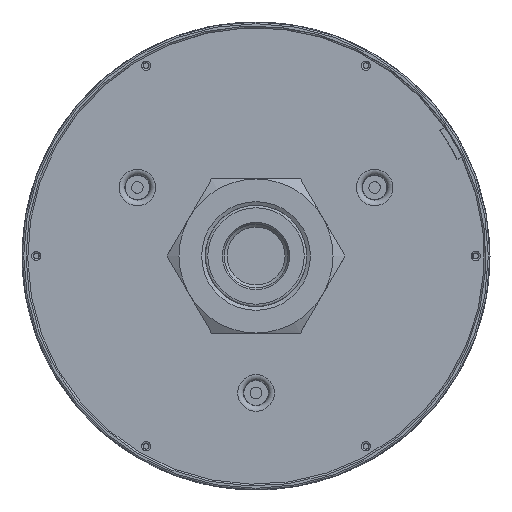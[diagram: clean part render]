
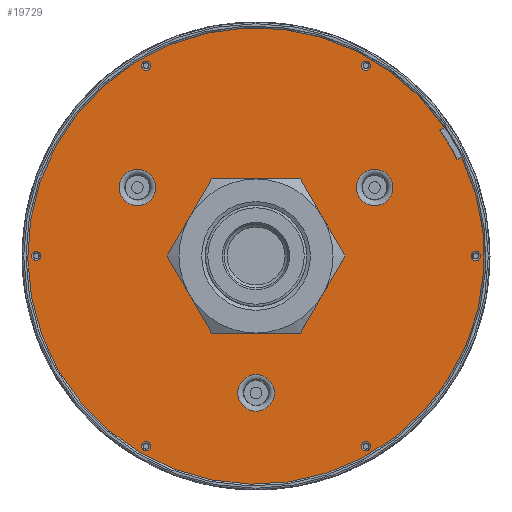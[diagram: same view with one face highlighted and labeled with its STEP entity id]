
A CAD part, front view. The second image highlights one B-rep face of the part: STEP entity #19729.
In plain terms, the highlighted planar face has unit normal (0, -1, 0).
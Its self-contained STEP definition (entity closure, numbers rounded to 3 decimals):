
#758=LINE('',#29611,#2325);
#764=LINE('',#29622,#2331);
#2325=VECTOR('',#23395,0.973);
#2331=VECTOR('',#23403,0.973);
#4193=FACE_BOUND('',#5752,.T.);
#4194=FACE_BOUND('',#5753,.T.);
#4195=FACE_BOUND('',#5754,.T.);
#4196=FACE_BOUND('',#5755,.T.);
#4197=FACE_BOUND('',#5756,.T.);
#4198=FACE_BOUND('',#5757,.T.);
#4199=FACE_BOUND('',#5758,.T.);
#4200=FACE_BOUND('',#5759,.T.);
#4201=FACE_BOUND('',#5760,.T.);
#4202=FACE_BOUND('',#5761,.T.);
#4557=FACE_OUTER_BOUND('',#5751,.T.);
#5751=EDGE_LOOP('',(#13004,#13005,#13006,#13007));
#5752=EDGE_LOOP('',(#13008));
#5753=EDGE_LOOP('',(#13009));
#5754=EDGE_LOOP('',(#13010));
#5755=EDGE_LOOP('',(#13011));
#5756=EDGE_LOOP('',(#13012));
#5757=EDGE_LOOP('',(#13013));
#5758=EDGE_LOOP('',(#13014));
#5759=EDGE_LOOP('',(#13015));
#5760=EDGE_LOOP('',(#13016));
#5761=EDGE_LOOP('',(#13017));
#7001=CIRCLE('',#20944,6.5);
#7004=CIRCLE('',#20948,40.);
#7006=CIRCLE('',#20951,39.03);
#7014=CIRCLE('',#20968,3.203);
#7016=CIRCLE('',#20971,3.203);
#7018=CIRCLE('',#20974,3.203);
#7028=CIRCLE('',#20992,0.818);
#7032=CIRCLE('',#20998,0.8);
#7036=CIRCLE('',#21004,0.8);
#7040=CIRCLE('',#21010,0.8);
#7044=CIRCLE('',#21016,0.8);
#7048=CIRCLE('',#21022,0.8);
#7925=VERTEX_POINT('',#29588);
#7929=VERTEX_POINT('',#29596);
#7930=VERTEX_POINT('',#29598);
#7933=VERTEX_POINT('',#29605);
#7934=VERTEX_POINT('',#29607);
#7950=VERTEX_POINT('',#29653);
#7952=VERTEX_POINT('',#29658);
#7954=VERTEX_POINT('',#29663);
#7964=VERTEX_POINT('',#29691);
#7970=VERTEX_POINT('',#29705);
#7976=VERTEX_POINT('',#29719);
#7982=VERTEX_POINT('',#29733);
#7988=VERTEX_POINT('',#29747);
#7994=VERTEX_POINT('',#29761);
#9870=EDGE_CURVE('',#7925,#7925,#7001,.T.);
#9874=EDGE_CURVE('',#7929,#7930,#7004,.T.);
#9878=EDGE_CURVE('',#7934,#7933,#7006,.T.);
#9880=EDGE_CURVE('',#7929,#7934,#758,.T.);
#9886=EDGE_CURVE('',#7933,#7930,#764,.T.);
#9899=EDGE_CURVE('',#7950,#7950,#7014,.T.);
#9901=EDGE_CURVE('',#7952,#7952,#7016,.T.);
#9903=EDGE_CURVE('',#7954,#7954,#7018,.T.);
#9913=EDGE_CURVE('',#7964,#7964,#7028,.T.);
#9919=EDGE_CURVE('',#7970,#7970,#7032,.T.);
#9925=EDGE_CURVE('',#7976,#7976,#7036,.T.);
#9931=EDGE_CURVE('',#7982,#7982,#7040,.T.);
#9937=EDGE_CURVE('',#7988,#7988,#7044,.T.);
#9943=EDGE_CURVE('',#7994,#7994,#7048,.T.);
#13004=ORIENTED_EDGE('',*,*,#9886,.T.);
#13005=ORIENTED_EDGE('',*,*,#9874,.F.);
#13006=ORIENTED_EDGE('',*,*,#9880,.T.);
#13007=ORIENTED_EDGE('',*,*,#9878,.T.);
#13008=ORIENTED_EDGE('',*,*,#9937,.F.);
#13009=ORIENTED_EDGE('',*,*,#9925,.F.);
#13010=ORIENTED_EDGE('',*,*,#9913,.F.);
#13011=ORIENTED_EDGE('',*,*,#9901,.F.);
#13012=ORIENTED_EDGE('',*,*,#9870,.T.);
#13013=ORIENTED_EDGE('',*,*,#9899,.F.);
#13014=ORIENTED_EDGE('',*,*,#9903,.F.);
#13015=ORIENTED_EDGE('',*,*,#9919,.F.);
#13016=ORIENTED_EDGE('',*,*,#9931,.F.);
#13017=ORIENTED_EDGE('',*,*,#9943,.F.);
#18063=PLANE('',#21021);
#19729=ADVANCED_FACE('',(#4557,#4193,#4194,#4195,#4196,#4197,#4198,#4199,
#4200,#4201,#4202),#18063,.T.);
#20944=AXIS2_PLACEMENT_3D('',#29589,#23373,#23374);
#20948=AXIS2_PLACEMENT_3D('',#29599,#23382,#23383);
#20951=AXIS2_PLACEMENT_3D('',#29608,#23390,#23391);
#20968=AXIS2_PLACEMENT_3D('',#29654,#23437,#23438);
#20971=AXIS2_PLACEMENT_3D('',#29659,#23443,#23444);
#20974=AXIS2_PLACEMENT_3D('',#29664,#23449,#23450);
#20992=AXIS2_PLACEMENT_3D('',#29692,#23485,#23486);
#20998=AXIS2_PLACEMENT_3D('',#29706,#23499,#23500);
#21004=AXIS2_PLACEMENT_3D('',#29720,#23513,#23514);
#21010=AXIS2_PLACEMENT_3D('',#29734,#23527,#23528);
#21016=AXIS2_PLACEMENT_3D('',#29748,#23541,#23542);
#21021=AXIS2_PLACEMENT_3D('',#29760,#23553,#23554);
#21022=AXIS2_PLACEMENT_3D('',#29762,#23555,#23556);
#23373=DIRECTION('center_axis',(0.,1.,0.));
#23374=DIRECTION('ref_axis',(0.866,0.,0.5));
#23382=DIRECTION('center_axis',(0.,1.,0.));
#23383=DIRECTION('ref_axis',(0.866,0.,0.5));
#23390=DIRECTION('center_axis',(0.,-1.,0.));
#23391=DIRECTION('ref_axis',(-0.825,0.,-0.565));
#23395=DIRECTION('',(-0.866,0.,-0.5));
#23403=DIRECTION('',(0.866,0.,0.5));
#23437=DIRECTION('center_axis',(0.,-1.,0.));
#23438=DIRECTION('ref_axis',(0.5,0.,-0.866));
#23443=DIRECTION('center_axis',(0.,-1.,0.));
#23444=DIRECTION('ref_axis',(0.5,0.,-0.866));
#23449=DIRECTION('center_axis',(0.,-1.,0.));
#23450=DIRECTION('ref_axis',(0.5,0.,-0.866));
#23485=DIRECTION('center_axis',(0.,-1.,0.));
#23486=DIRECTION('ref_axis',(-0.5,0.,0.866));
#23499=DIRECTION('center_axis',(0.,-1.,0.));
#23500=DIRECTION('ref_axis',(0.5,0.,0.866));
#23513=DIRECTION('center_axis',(0.,-1.,0.));
#23514=DIRECTION('ref_axis',(1.,0.,0.));
#23527=DIRECTION('center_axis',(0.,-1.,0.));
#23528=DIRECTION('ref_axis',(0.5,0.,-0.866));
#23541=DIRECTION('center_axis',(0.,-1.,0.));
#23542=DIRECTION('ref_axis',(-0.5,0.,-0.866));
#23553=DIRECTION('center_axis',(0.,-1.,0.));
#23554=DIRECTION('ref_axis',(0.5,0.,-0.866));
#23555=DIRECTION('center_axis',(0.,-1.,0.));
#23556=DIRECTION('ref_axis',(-1.,0.,0.));
#29588=CARTESIAN_POINT('',(5.629,-68.7,3.25));
#29589=CARTESIAN_POINT('Origin',(0.,-68.7,
0.));
#29596=CARTESIAN_POINT('',(36.043,-68.7,17.346));
#29598=CARTESIAN_POINT('',(33.043,-68.7,22.542));
#29599=CARTESIAN_POINT('Origin',(0.,-68.7,
0.));
#29605=CARTESIAN_POINT('',(32.201,-68.7,22.055));
#29607=CARTESIAN_POINT('',(35.201,-68.7,16.859));
#29608=CARTESIAN_POINT('Origin',(0.,-68.7,
0.));
#29611=CARTESIAN_POINT('',(28.446,-68.7,12.959));
#29622=CARTESIAN_POINT('',(25.418,-68.7,18.139));
#29653=CARTESIAN_POINT('',(19.183,-68.7,14.774));
#29654=CARTESIAN_POINT('Origin',(20.785,-68.7,12.));
#29658=CARTESIAN_POINT('',(-1.601,-68.7,-21.226));
#29659=CARTESIAN_POINT('Origin',(0.,-68.7,
-24.));
#29663=CARTESIAN_POINT('',(-22.386,-68.7,14.774));
#29664=CARTESIAN_POINT('Origin',(-20.785,-68.7,12.));
#29691=CARTESIAN_POINT('',(38.909,-68.7,-0.708));
#29692=CARTESIAN_POINT('Origin',(38.5,-68.7,0.));
#29705=CARTESIAN_POINT('',(18.85,-68.7,-34.035));
#29706=CARTESIAN_POINT('Origin',(19.25,-68.7,-33.342));
#29719=CARTESIAN_POINT('',(-20.05,-68.7,-33.342));
#29720=CARTESIAN_POINT('Origin',(-19.25,-68.7,-33.342));
#29733=CARTESIAN_POINT('',(-38.9,-68.7,0.693));
#29734=CARTESIAN_POINT('Origin',(-38.5,-68.7,0.));
#29747=CARTESIAN_POINT('',(-18.85,-68.7,34.035));
#29748=CARTESIAN_POINT('Origin',(-19.25,-68.7,33.342));
#29760=CARTESIAN_POINT('Origin',(20.135,-68.7,11.625));
#29761=CARTESIAN_POINT('',(20.05,-68.7,33.342));
#29762=CARTESIAN_POINT('Origin',(19.25,-68.7,33.342));
